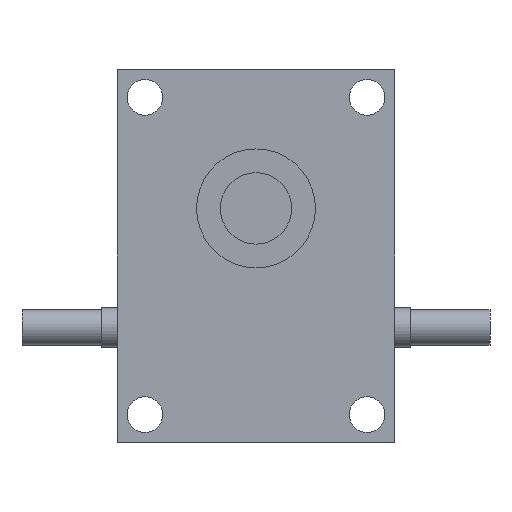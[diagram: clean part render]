
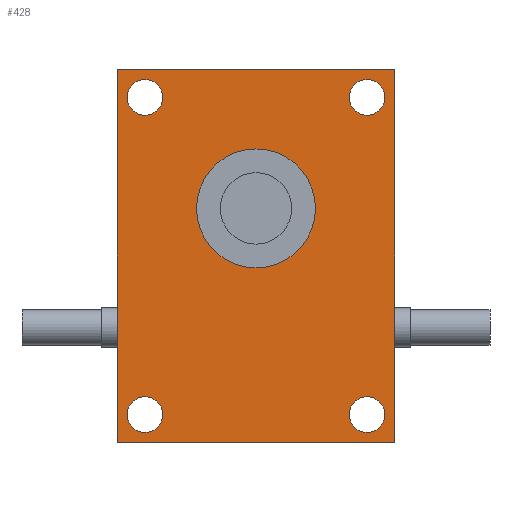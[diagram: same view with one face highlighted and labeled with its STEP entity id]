
A CAD part, front view. The second image highlights one B-rep face of the part: STEP entity #428.
In plain terms, the highlighted planar face has unit normal (0, -1, 0).
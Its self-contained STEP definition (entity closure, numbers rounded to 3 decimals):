
#428 = ADVANCED_FACE( '', ( #861, #862, #863, #864, #865, #866 ), #867, .F. );
#861 = FACE_BOUND( '', #1326, .T. );
#862 = FACE_BOUND( '', #1327, .T. );
#863 = FACE_BOUND( '', #1328, .T. );
#864 = FACE_BOUND( '', #1329, .T. );
#865 = FACE_BOUND( '', #1330, .T. );
#866 = FACE_OUTER_BOUND( '', #1331, .T. );
#867 = PLANE( '', #1332 );
#1326 = EDGE_LOOP( '', ( #2269 ) );
#1327 = EDGE_LOOP( '', ( #2270 ) );
#1328 = EDGE_LOOP( '', ( #2271 ) );
#1329 = EDGE_LOOP( '', ( #2272 ) );
#1330 = EDGE_LOOP( '', ( #2273 ) );
#1331 = EDGE_LOOP( '', ( #2274, #2275, #2276, #2277 ) );
#1332 = AXIS2_PLACEMENT_3D( '', #2278, #2279, #2280 );
#2269 = ORIENTED_EDGE( '', *, *, #3104, .T. );
#2270 = ORIENTED_EDGE( '', *, *, #2811, .T. );
#2271 = ORIENTED_EDGE( '', *, *, #2721, .T. );
#2272 = ORIENTED_EDGE( '', *, *, #2803, .T. );
#2273 = ORIENTED_EDGE( '', *, *, #2735, .T. );
#2274 = ORIENTED_EDGE( '', *, *, #3105, .T. );
#2275 = ORIENTED_EDGE( '', *, *, #3106, .F. );
#2276 = ORIENTED_EDGE( '', *, *, #3060, .F. );
#2277 = ORIENTED_EDGE( '', *, *, #3036, .T. );
#2278 = CARTESIAN_POINT( '', ( -35., -25., 47. ) );
#2279 = DIRECTION( '', ( 0., 1., 0. ) );
#2280 = DIRECTION( '', ( 0., 0., 1. ) );
#2721 = EDGE_CURVE( '', #3210, #3210, #3211, .T. );
#2735 = EDGE_CURVE( '', #3235, #3235, #3236, .T. );
#2803 = EDGE_CURVE( '', #3354, #3354, #3355, .T. );
#2811 = EDGE_CURVE( '', #3368, #3368, #3369, .T. );
#3036 = EDGE_CURVE( '', #3717, #3715, #3718, .T. );
#3060 = EDGE_CURVE( '', #3717, #3749, #3750, .T. );
#3104 = EDGE_CURVE( '', #3808, #3808, #3809, .T. );
#3105 = EDGE_CURVE( '', #3715, #3810, #3811, .T. );
#3106 = EDGE_CURVE( '', #3749, #3810, #3812, .T. );
#3210 = VERTEX_POINT( '', #3933 );
#3211 = CIRCLE( '', #3934, 4.5 );
#3235 = VERTEX_POINT( '', #3964 );
#3236 = CIRCLE( '', #3965, 15. );
#3354 = VERTEX_POINT( '', #4125 );
#3355 = CIRCLE( '', #4126, 4.5 );
#3368 = VERTEX_POINT( '', #4141 );
#3369 = CIRCLE( '', #4142, 4.5 );
#3715 = VERTEX_POINT( '', #4661 );
#3717 = VERTEX_POINT( '', #4664 );
#3718 = LINE( '', #4665, #4666 );
#3749 = VERTEX_POINT( '', #4708 );
#3750 = LINE( '', #4709, #4710 );
#3808 = VERTEX_POINT( '', #4788 );
#3809 = CIRCLE( '', #4789, 4.5 );
#3810 = VERTEX_POINT( '', #4790 );
#3811 = LINE( '', #4791, #4792 );
#3812 = LINE( '', #4793, #4794 );
#3933 = CARTESIAN_POINT( '', ( -23.5, -25., -40. ) );
#3934 = AXIS2_PLACEMENT_3D( '', #4948, #4949, #4950 );
#3964 = CARTESIAN_POINT( '', ( 15., -25., 12. ) );
#3965 = AXIS2_PLACEMENT_3D( '', #4969, #4970, #4971 );
#4125 = CARTESIAN_POINT( '', ( 32.5, -25., -40. ) );
#4126 = AXIS2_PLACEMENT_3D( '', #5044, #5045, #5046 );
#4141 = CARTESIAN_POINT( '', ( -23.5, -25., 40. ) );
#4142 = AXIS2_PLACEMENT_3D( '', #5058, #5059, #5060 );
#4661 = CARTESIAN_POINT( '', ( -35., -25., -47. ) );
#4664 = CARTESIAN_POINT( '', ( -35., -25., 47. ) );
#4665 = CARTESIAN_POINT( '', ( -35., -25., 47. ) );
#4666 = VECTOR( '', #5312, 1000. );
#4708 = CARTESIAN_POINT( '', ( 35., -25., 47. ) );
#4709 = CARTESIAN_POINT( '', ( -35., -25., 47. ) );
#4710 = VECTOR( '', #5336, 1000. );
#4788 = CARTESIAN_POINT( '', ( 32.5, -25., 40. ) );
#4789 = AXIS2_PLACEMENT_3D( '', #5381, #5382, #5383 );
#4790 = CARTESIAN_POINT( '', ( 35., -25., -47. ) );
#4791 = CARTESIAN_POINT( '', ( -35., -25., -47. ) );
#4792 = VECTOR( '', #5384, 1000. );
#4793 = CARTESIAN_POINT( '', ( 35., -25., 47. ) );
#4794 = VECTOR( '', #5385, 1000. );
#4948 = CARTESIAN_POINT( '', ( -28., -25., -40. ) );
#4949 = DIRECTION( '', ( 0., 1., 0. ) );
#4950 = DIRECTION( '', ( 1., 0., 0. ) );
#4969 = CARTESIAN_POINT( '', ( 0., -25., 12. ) );
#4970 = DIRECTION( '', ( 0., 1., 0. ) );
#4971 = DIRECTION( '', ( 1., 0., 0. ) );
#5044 = CARTESIAN_POINT( '', ( 28., -25., -40. ) );
#5045 = DIRECTION( '', ( 0., 1., 0. ) );
#5046 = DIRECTION( '', ( 1., 0., 0. ) );
#5058 = CARTESIAN_POINT( '', ( -28., -25., 40. ) );
#5059 = DIRECTION( '', ( 0., 1., 0. ) );
#5060 = DIRECTION( '', ( 1., 0., 0. ) );
#5312 = DIRECTION( '', ( 0., 0., -1. ) );
#5336 = DIRECTION( '', ( 1., 0., 0. ) );
#5381 = CARTESIAN_POINT( '', ( 28., -25., 40. ) );
#5382 = DIRECTION( '', ( 0., 1., 0. ) );
#5383 = DIRECTION( '', ( 1., 0., 0. ) );
#5384 = DIRECTION( '', ( 1., 0., 0. ) );
#5385 = DIRECTION( '', ( 0., 0., -1. ) );
